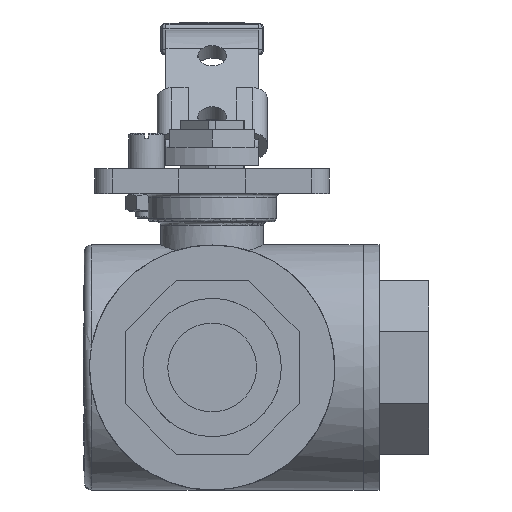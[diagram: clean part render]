
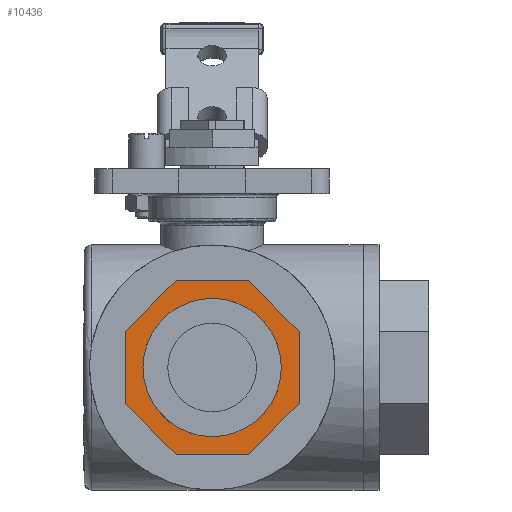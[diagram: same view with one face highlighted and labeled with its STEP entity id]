
A CAD part, left-side view. The second image highlights one B-rep face of the part: STEP entity #10436.
In plain terms, the highlighted planar face has unit normal (-1, 0, 0).
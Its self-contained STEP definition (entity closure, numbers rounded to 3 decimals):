
#9745=CARTESIAN_POINT('',(-61.,19.476,-2.688));
#9746=VERTEX_POINT('',#9745);
#9755=CARTESIAN_POINT('',(-61.,-19.476,-2.688));
#9756=VERTEX_POINT('',#9755);
#9757=CARTESIAN_POINT('',(-61.,0.,-2.688));
#9758=DIRECTION('',(1.,-0.,0.));
#9759=DIRECTION('',(0.,1.,-0.));
#9760=AXIS2_PLACEMENT_3D('',#9757,#9758,#9759);
#9761=CIRCLE('',#9760,19.476);
#9762=EDGE_CURVE('',#9756,#9746,#9761,.T.);
#9764=CARTESIAN_POINT('',(-61.,0.,-2.688));
#9765=DIRECTION('',(1.,-0.,0.));
#9766=DIRECTION('',(0.,1.,-0.));
#9767=AXIS2_PLACEMENT_3D('',#9764,#9765,#9766);
#9768=CIRCLE('',#9767,19.476);
#9769=EDGE_CURVE('',#9746,#9756,#9768,.T.);
#10184=CARTESIAN_POINT('',(-61.,24.5,-12.836));
#10185=VERTEX_POINT('',#10184);
#10192=CARTESIAN_POINT('',(-61.,24.5,7.46));
#10193=VERTEX_POINT('',#10192);
#10194=CARTESIAN_POINT('',(-61.,24.5,7.46));
#10195=DIRECTION('',(0.,-0.,-1.));
#10196=VECTOR('',#10195,20.296);
#10197=LINE('',#10194,#10196);
#10198=EDGE_CURVE('',#10193,#10185,#10197,.T.);
#10223=CARTESIAN_POINT('',(-61.,10.148,21.812));
#10224=VERTEX_POINT('',#10223);
#10225=CARTESIAN_POINT('',(-61.,10.148,21.812));
#10226=DIRECTION('',(0.,0.707,-0.707));
#10227=VECTOR('',#10226,20.296);
#10228=LINE('',#10225,#10227);
#10229=EDGE_CURVE('',#10224,#10193,#10228,.T.);
#10254=CARTESIAN_POINT('',(-61.,-10.148,21.812));
#10255=VERTEX_POINT('',#10254);
#10256=CARTESIAN_POINT('',(-61.,-10.148,21.812));
#10257=DIRECTION('',(0.,1.,-0.));
#10258=VECTOR('',#10257,20.296);
#10259=LINE('',#10256,#10258);
#10260=EDGE_CURVE('',#10255,#10224,#10259,.T.);
#10285=CARTESIAN_POINT('',(-61.,-24.5,7.46));
#10286=VERTEX_POINT('',#10285);
#10287=CARTESIAN_POINT('',(-61.,-24.5,7.46));
#10288=DIRECTION('',(0.,0.707,0.707));
#10289=VECTOR('',#10288,20.296);
#10290=LINE('',#10287,#10289);
#10291=EDGE_CURVE('',#10286,#10255,#10290,.T.);
#10316=CARTESIAN_POINT('',(-61.,-24.5,-12.836));
#10317=VERTEX_POINT('',#10316);
#10318=CARTESIAN_POINT('',(-61.,-24.5,-12.836));
#10319=DIRECTION('',(-0.,0.,1.));
#10320=VECTOR('',#10319,20.296);
#10321=LINE('',#10318,#10320);
#10322=EDGE_CURVE('',#10317,#10286,#10321,.T.);
#10347=CARTESIAN_POINT('',(-61.,-10.148,-27.188));
#10348=VERTEX_POINT('',#10347);
#10349=CARTESIAN_POINT('',(-61.,-10.148,-27.188));
#10350=DIRECTION('',(-0.,-0.707,0.707));
#10351=VECTOR('',#10350,20.296);
#10352=LINE('',#10349,#10351);
#10353=EDGE_CURVE('',#10348,#10317,#10352,.T.);
#10378=CARTESIAN_POINT('',(-61.,10.148,-27.188));
#10379=VERTEX_POINT('',#10378);
#10380=CARTESIAN_POINT('',(-61.,10.148,-27.188));
#10381=DIRECTION('',(-0.,-1.,0.));
#10382=VECTOR('',#10381,20.296);
#10383=LINE('',#10380,#10382);
#10384=EDGE_CURVE('',#10379,#10348,#10383,.T.);
#10407=CARTESIAN_POINT('',(-61.,24.5,-12.836));
#10408=DIRECTION('',(-0.,-0.707,-0.707));
#10409=VECTOR('',#10408,20.296);
#10410=LINE('',#10407,#10409);
#10411=EDGE_CURVE('',#10185,#10379,#10410,.T.);
#10417=CARTESIAN_POINT('',(-61.,0.,-2.688));
#10418=DIRECTION('',(-1.,0.,-0.));
#10419=DIRECTION('',(0.,1.,-0.));
#10420=AXIS2_PLACEMENT_3D('',#10417,#10418,#10419);
#10421=PLANE('',#10420);
#10422=ORIENTED_EDGE('',*,*,#10411,.T.);
#10423=ORIENTED_EDGE('',*,*,#10384,.T.);
#10424=ORIENTED_EDGE('',*,*,#10353,.T.);
#10425=ORIENTED_EDGE('',*,*,#10322,.T.);
#10426=ORIENTED_EDGE('',*,*,#10291,.T.);
#10427=ORIENTED_EDGE('',*,*,#10260,.T.);
#10428=ORIENTED_EDGE('',*,*,#10229,.T.);
#10429=ORIENTED_EDGE('',*,*,#10198,.T.);
#10430=EDGE_LOOP('',(#10422,#10423,#10424,#10425,#10426,#10427,#10428,#10429));
#10431=FACE_BOUND('',#10430,.T.);
#10432=ORIENTED_EDGE('',*,*,#9769,.T.);
#10433=ORIENTED_EDGE('',*,*,#9762,.T.);
#10434=EDGE_LOOP('',(#10432,#10433));
#10435=FACE_BOUND('',#10434,.T.);
#10436=ADVANCED_FACE('',(#10431,#10435),#10421,.T.);
